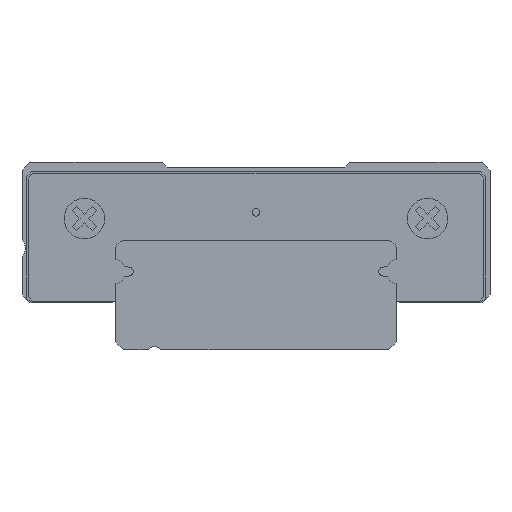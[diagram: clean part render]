
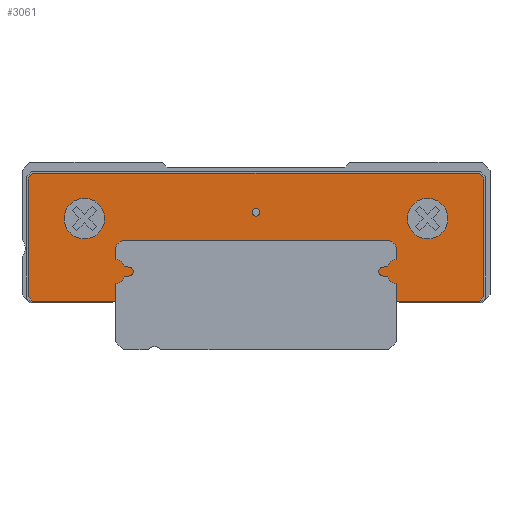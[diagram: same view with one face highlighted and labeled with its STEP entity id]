
A CAD part, front view. The second image highlights one B-rep face of the part: STEP entity #3061.
In plain terms, the highlighted planar face has unit normal (0, -1, 0).
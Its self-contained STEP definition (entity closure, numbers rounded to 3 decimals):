
#100=LINE('',#5477,#478);
#101=LINE('',#5480,#479);
#102=LINE('',#5482,#480);
#103=LINE('',#5484,#481);
#104=LINE('',#5486,#482);
#105=LINE('',#5488,#483);
#106=LINE('',#5490,#484);
#107=LINE('',#5492,#485);
#108=LINE('',#5494,#486);
#109=LINE('',#5496,#487);
#110=LINE('',#5500,#488);
#111=LINE('',#5504,#489);
#112=LINE('',#5508,#490);
#113=LINE('',#5512,#491);
#114=LINE('',#5516,#492);
#115=LINE('',#5520,#493);
#116=LINE('',#5524,#494);
#117=LINE('',#5528,#495);
#478=VECTOR('',#4627,1000.);
#479=VECTOR('',#4628,1000.);
#480=VECTOR('',#4629,1000.);
#481=VECTOR('',#4630,1000.);
#482=VECTOR('',#4631,1000.);
#483=VECTOR('',#4632,1000.);
#484=VECTOR('',#4633,1000.);
#485=VECTOR('',#4634,1000.);
#486=VECTOR('',#4635,1000.);
#487=VECTOR('',#4636,1000.);
#488=VECTOR('',#4639,1000.);
#489=VECTOR('',#4642,1000.);
#490=VECTOR('',#4645,1000.);
#491=VECTOR('',#4648,1000.);
#492=VECTOR('',#4651,1000.);
#493=VECTOR('',#4654,1000.);
#494=VECTOR('',#4657,1000.);
#495=VECTOR('',#4660,1000.);
#808=PLANE('',#4254);
#1103=ORIENTED_EDGE('',*,*,#1905,.F.);
#1104=ORIENTED_EDGE('',*,*,#1906,.F.);
#1105=ORIENTED_EDGE('',*,*,#1907,.T.);
#1106=ORIENTED_EDGE('',*,*,#1908,.T.);
#1107=ORIENTED_EDGE('',*,*,#1909,.T.);
#1108=ORIENTED_EDGE('',*,*,#1910,.T.);
#1109=ORIENTED_EDGE('',*,*,#1911,.T.);
#1110=ORIENTED_EDGE('',*,*,#1912,.T.);
#1111=ORIENTED_EDGE('',*,*,#1913,.T.);
#1112=ORIENTED_EDGE('',*,*,#1914,.T.);
#1113=ORIENTED_EDGE('',*,*,#1915,.T.);
#1114=ORIENTED_EDGE('',*,*,#1916,.T.);
#1115=ORIENTED_EDGE('',*,*,#1917,.T.);
#1116=ORIENTED_EDGE('',*,*,#1918,.T.);
#1117=ORIENTED_EDGE('',*,*,#1919,.T.);
#1118=ORIENTED_EDGE('',*,*,#1920,.T.);
#1119=ORIENTED_EDGE('',*,*,#1921,.T.);
#1120=ORIENTED_EDGE('',*,*,#1922,.T.);
#1121=ORIENTED_EDGE('',*,*,#1923,.T.);
#1122=ORIENTED_EDGE('',*,*,#1924,.T.);
#1123=ORIENTED_EDGE('',*,*,#1925,.T.);
#1124=ORIENTED_EDGE('',*,*,#1926,.T.);
#1125=ORIENTED_EDGE('',*,*,#1927,.T.);
#1126=ORIENTED_EDGE('',*,*,#1928,.T.);
#1127=ORIENTED_EDGE('',*,*,#1929,.T.);
#1128=ORIENTED_EDGE('',*,*,#1930,.T.);
#1129=ORIENTED_EDGE('',*,*,#1931,.T.);
#1130=ORIENTED_EDGE('',*,*,#1932,.T.);
#1131=ORIENTED_EDGE('',*,*,#1933,.F.);
#1905=EDGE_CURVE('',#2321,#2321,#2579,.T.);
#1906=EDGE_CURVE('',#2322,#2322,#2580,.T.);
#1907=EDGE_CURVE('',#2323,#2324,#100,.T.);
#1908=EDGE_CURVE('',#2324,#2325,#101,.T.);
#1909=EDGE_CURVE('',#2325,#2326,#102,.T.);
#1910=EDGE_CURVE('',#2326,#2327,#103,.T.);
#1911=EDGE_CURVE('',#2327,#2328,#104,.T.);
#1912=EDGE_CURVE('',#2328,#2329,#105,.T.);
#1913=EDGE_CURVE('',#2329,#2330,#106,.T.);
#1914=EDGE_CURVE('',#2330,#2331,#107,.T.);
#1915=EDGE_CURVE('',#2331,#2332,#108,.T.);
#1916=EDGE_CURVE('',#2332,#2333,#109,.T.);
#1917=EDGE_CURVE('',#2333,#2334,#2581,.T.);
#1918=EDGE_CURVE('',#2334,#2335,#110,.T.);
#1919=EDGE_CURVE('',#2335,#2336,#2582,.T.);
#1920=EDGE_CURVE('',#2336,#2337,#111,.T.);
#1921=EDGE_CURVE('',#2337,#2338,#2583,.T.);
#1922=EDGE_CURVE('',#2338,#2339,#112,.T.);
#1923=EDGE_CURVE('',#2339,#2340,#2584,.T.);
#1924=EDGE_CURVE('',#2340,#2341,#113,.T.);
#1925=EDGE_CURVE('',#2341,#2342,#2585,.T.);
#1926=EDGE_CURVE('',#2342,#2343,#114,.T.);
#1927=EDGE_CURVE('',#2343,#2344,#2586,.T.);
#1928=EDGE_CURVE('',#2344,#2345,#115,.T.);
#1929=EDGE_CURVE('',#2345,#2346,#2587,.T.);
#1930=EDGE_CURVE('',#2346,#2347,#116,.T.);
#1931=EDGE_CURVE('',#2347,#2348,#2588,.T.);
#1932=EDGE_CURVE('',#2348,#2323,#117,.T.);
#1933=EDGE_CURVE('',#2349,#2349,#2589,.T.);
#2321=VERTEX_POINT('',#5474);
#2322=VERTEX_POINT('',#5476);
#2323=VERTEX_POINT('',#5478);
#2324=VERTEX_POINT('',#5479);
#2325=VERTEX_POINT('',#5481);
#2326=VERTEX_POINT('',#5483);
#2327=VERTEX_POINT('',#5485);
#2328=VERTEX_POINT('',#5487);
#2329=VERTEX_POINT('',#5489);
#2330=VERTEX_POINT('',#5491);
#2331=VERTEX_POINT('',#5493);
#2332=VERTEX_POINT('',#5495);
#2333=VERTEX_POINT('',#5497);
#2334=VERTEX_POINT('',#5499);
#2335=VERTEX_POINT('',#5501);
#2336=VERTEX_POINT('',#5503);
#2337=VERTEX_POINT('',#5505);
#2338=VERTEX_POINT('',#5507);
#2339=VERTEX_POINT('',#5509);
#2340=VERTEX_POINT('',#5511);
#2341=VERTEX_POINT('',#5513);
#2342=VERTEX_POINT('',#5515);
#2343=VERTEX_POINT('',#5517);
#2344=VERTEX_POINT('',#5519);
#2345=VERTEX_POINT('',#5521);
#2346=VERTEX_POINT('',#5523);
#2347=VERTEX_POINT('',#5525);
#2348=VERTEX_POINT('',#5527);
#2349=VERTEX_POINT('',#5530);
#2579=CIRCLE('',#4255,0.25);
#2580=CIRCLE('',#4256,1.3);
#2581=CIRCLE('',#4257,0.8);
#2582=CIRCLE('',#4258,0.32);
#2583=CIRCLE('',#4259,0.8);
#2584=CIRCLE('',#4260,0.95);
#2585=CIRCLE('',#4261,0.95);
#2586=CIRCLE('',#4262,0.8);
#2587=CIRCLE('',#4263,0.32);
#2588=CIRCLE('',#4264,0.8);
#2589=CIRCLE('',#4265,1.3);
#2646=EDGE_LOOP('',(#1103));
#2647=EDGE_LOOP('',(#1104));
#2648=EDGE_LOOP('',(#1105,#1106,#1107,#1108,#1109,#1110,#1111,#1112,#1113,
#1114,#1115,#1116,#1117,#1118,#1119,#1120,#1121,#1122,#1123,#1124,#1125,
#1126,#1127,#1128,#1129,#1130));
#2649=EDGE_LOOP('',(#1131));
#2844=FACE_BOUND('',#2646,.T.);
#2845=FACE_BOUND('',#2647,.T.);
#2846=FACE_BOUND('',#2648,.T.);
#2847=FACE_BOUND('',#2649,.T.);
#3061=ADVANCED_FACE('',(#2844,#2845,#2846,#2847),#808,.T.);
#4254=AXIS2_PLACEMENT_3D('',#5472,#4621,#4622);
#4255=AXIS2_PLACEMENT_3D('',#5473,#4623,#4624);
#4256=AXIS2_PLACEMENT_3D('',#5475,#4625,#4626);
#4257=AXIS2_PLACEMENT_3D('',#5498,#4637,#4638);
#4258=AXIS2_PLACEMENT_3D('',#5502,#4640,#4641);
#4259=AXIS2_PLACEMENT_3D('',#5506,#4643,#4644);
#4260=AXIS2_PLACEMENT_3D('',#5510,#4646,#4647);
#4261=AXIS2_PLACEMENT_3D('',#5514,#4649,#4650);
#4262=AXIS2_PLACEMENT_3D('',#5518,#4652,#4653);
#4263=AXIS2_PLACEMENT_3D('',#5522,#4655,#4656);
#4264=AXIS2_PLACEMENT_3D('',#5526,#4658,#4659);
#4265=AXIS2_PLACEMENT_3D('',#5529,#4661,#4662);
#4621=DIRECTION('',(0.,-1.,0.));
#4622=DIRECTION('',(0.,0.,-1.));
#4623=DIRECTION('',(0.,-1.,0.));
#4624=DIRECTION('',(1.,0.,0.));
#4625=DIRECTION('',(0.,-1.,0.));
#4626=DIRECTION('',(1.,0.,0.));
#4627=DIRECTION('',(1.,0.,0.));
#4628=DIRECTION('',(0.707,0.,0.707));
#4629=DIRECTION('',(0.,0.,1.));
#4630=DIRECTION('',(-0.707,0.,0.707));
#4631=DIRECTION('',(-1.,0.,0.));
#4632=DIRECTION('',(-0.707,0.,-0.707));
#4633=DIRECTION('',(0.,0.,-1.));
#4634=DIRECTION('',(0.707,0.,-0.707));
#4635=DIRECTION('',(1.,0.,0.));
#4636=DIRECTION('',(0.,0.,1.));
#4637=DIRECTION('',(0.,-1.,0.));
#4638=DIRECTION('',(1.,0.,0.));
#4639=DIRECTION('',(0.991,0.,0.135));
#4640=DIRECTION('',(0.,-1.,0.));
#4641=DIRECTION('',(-1.,0.,0.));
#4642=DIRECTION('',(-0.991,0.,0.135));
#4643=DIRECTION('',(0.,-1.,0.));
#4644=DIRECTION('',(1.,0.,0.));
#4645=DIRECTION('',(0.,0.,1.));
#4646=DIRECTION('',(0.,1.,0.));
#4647=DIRECTION('',(1.,0.,0.));
#4648=DIRECTION('',(1.,0.,0.));
#4649=DIRECTION('',(0.,1.,0.));
#4650=DIRECTION('',(1.,0.,0.));
#4651=DIRECTION('',(0.,0.,-1.));
#4652=DIRECTION('',(0.,-1.,0.));
#4653=DIRECTION('',(1.,0.,0.));
#4654=DIRECTION('',(-0.991,0.,-0.135));
#4655=DIRECTION('',(0.,-1.,0.));
#4656=DIRECTION('',(1.,0.,0.));
#4657=DIRECTION('',(0.991,0.,-0.135));
#4658=DIRECTION('',(0.,-1.,0.));
#4659=DIRECTION('',(1.,0.,0.));
#4660=DIRECTION('',(0.,0.,-1.));
#4661=DIRECTION('',(0.,-1.,0.));
#4662=DIRECTION('',(1.,0.,0.));
#5472=CARTESIAN_POINT('',(-9.15,-13.25,5.));
#5473=CARTESIAN_POINT('',(0.,-13.25,8.8));
#5474=CARTESIAN_POINT('',(0.25,-13.25,8.8));
#5475=CARTESIAN_POINT('',(11.,-13.25,8.4));
#5476=CARTESIAN_POINT('',(12.3,-13.25,8.4));
#5477=CARTESIAN_POINT('',(14.3,-13.25,3.1));
#5478=CARTESIAN_POINT('',(9.,-13.25,3.1));
#5479=CARTESIAN_POINT('',(14.3,-13.25,3.1));
#5480=CARTESIAN_POINT('',(14.6,-13.25,3.4));
#5481=CARTESIAN_POINT('',(14.6,-13.25,3.4));
#5482=CARTESIAN_POINT('',(14.6,-13.25,3.4));
#5483=CARTESIAN_POINT('',(14.6,-13.25,11.));
#5484=CARTESIAN_POINT('',(14.3,-13.25,11.3));
#5485=CARTESIAN_POINT('',(14.3,-13.25,11.3));
#5486=CARTESIAN_POINT('',(-14.3,-13.25,11.3));
#5487=CARTESIAN_POINT('',(-14.3,-13.25,11.3));
#5488=CARTESIAN_POINT('',(-14.6,-13.25,11.));
#5489=CARTESIAN_POINT('',(-14.6,-13.25,11.));
#5490=CARTESIAN_POINT('',(-14.6,-13.25,3.4));
#5491=CARTESIAN_POINT('',(-14.6,-13.25,3.4));
#5492=CARTESIAN_POINT('',(-14.3,-13.25,3.1));
#5493=CARTESIAN_POINT('',(-14.3,-13.25,3.1));
#5494=CARTESIAN_POINT('',(-14.3,-13.25,3.1));
#5495=CARTESIAN_POINT('',(-9.,-13.25,3.1));
#5496=CARTESIAN_POINT('',(-9.,-13.25,3.1));
#5497=CARTESIAN_POINT('',(-9.,-13.25,4.214));
#5498=CARTESIAN_POINT('',(-9.15,-13.25,5.));
#5499=CARTESIAN_POINT('',(-8.419,-13.25,4.676));
#5500=CARTESIAN_POINT('',(-8.419,-13.25,4.676));
#5501=CARTESIAN_POINT('',(-8.03,-13.25,4.729));
#5502=CARTESIAN_POINT('',(-8.2,-13.25,5.));
#5503=CARTESIAN_POINT('',(-8.03,-13.25,5.271));
#5504=CARTESIAN_POINT('',(-8.03,-13.25,5.271));
#5505=CARTESIAN_POINT('',(-8.419,-13.25,5.324));
#5506=CARTESIAN_POINT('',(-9.15,-13.25,5.));
#5507=CARTESIAN_POINT('',(-9.,-13.25,5.786));
#5508=CARTESIAN_POINT('',(-9.,-13.25,5.786));
#5509=CARTESIAN_POINT('',(-9.,-13.25,6.574));
#5510=CARTESIAN_POINT('',(-8.15,-13.25,6.15));
#5511=CARTESIAN_POINT('',(-8.574,-13.25,7.));
#5512=CARTESIAN_POINT('',(-8.574,-13.25,7.));
#5513=CARTESIAN_POINT('',(8.574,-13.25,7.));
#5514=CARTESIAN_POINT('',(8.15,-13.25,6.15));
#5515=CARTESIAN_POINT('',(9.,-13.25,6.574));
#5516=CARTESIAN_POINT('',(9.,-13.25,6.574));
#5517=CARTESIAN_POINT('',(9.,-13.25,5.786));
#5518=CARTESIAN_POINT('',(9.15,-13.25,5.));
#5519=CARTESIAN_POINT('',(8.419,-13.25,5.324));
#5520=CARTESIAN_POINT('',(8.419,-13.25,5.324));
#5521=CARTESIAN_POINT('',(8.03,-13.25,5.271));
#5522=CARTESIAN_POINT('',(8.2,-13.25,5.));
#5523=CARTESIAN_POINT('',(8.03,-13.25,4.729));
#5524=CARTESIAN_POINT('',(8.03,-13.25,4.729));
#5525=CARTESIAN_POINT('',(8.419,-13.25,4.676));
#5526=CARTESIAN_POINT('',(9.15,-13.25,5.));
#5527=CARTESIAN_POINT('',(9.,-13.25,4.214));
#5528=CARTESIAN_POINT('',(9.,-13.25,4.214));
#5529=CARTESIAN_POINT('',(-11.,-13.25,8.4));
#5530=CARTESIAN_POINT('',(-9.7,-13.25,8.4));
